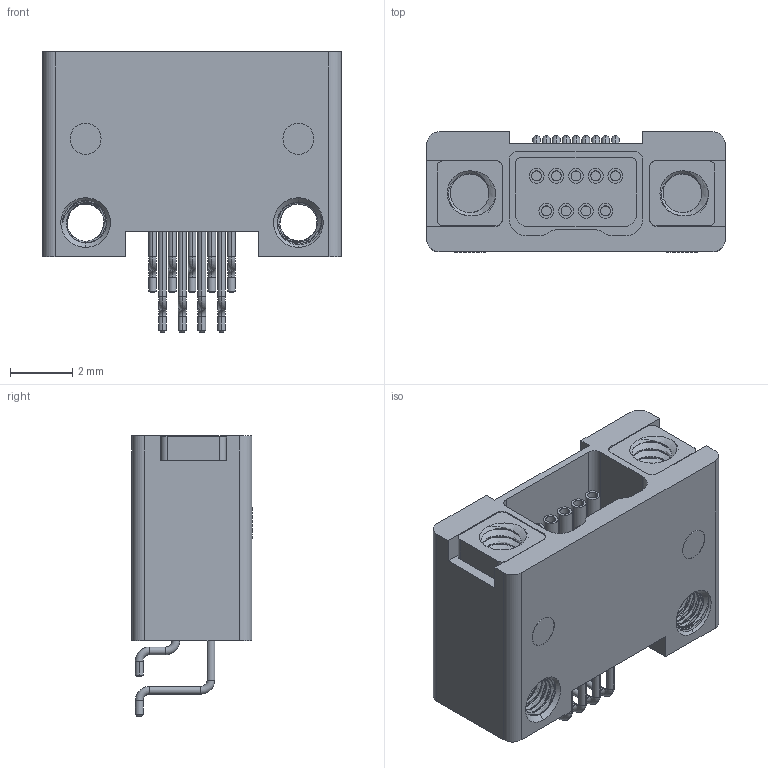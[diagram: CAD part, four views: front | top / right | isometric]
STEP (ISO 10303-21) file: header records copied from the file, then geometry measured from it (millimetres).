
FILE_DESCRIPTION((''),'2;1');
FILE_NAME('J63A-2D2-009-221-TH','2026-02-02T',('gongcheng6'),(''),'PRO/ENGINEER BY PARAMETRIC TECHNOLOGY CORPORATION, 2010280','PRO/ENGINEER BY PARAMETRIC TECHNOLOGY CORPORATION, 2010280','');
FILE_SCHEMA(('CONFIG_CONTROL_DESIGN'));
Length unit declared in the file: millimetre
Products named in the file (1): J63A-2D2-009-221-TH
Bounding box: 9.63 x 3.87 x 9.03 mm (x, y, z)
Volume: 166 mm3; surface area: 601.4 mm2
Topology: 1 solids, 1 shells, 432 faces, 1104 edges, 715 vertices
Faces by surface type: cylinder 270, plane 86, torus 36, cone 32, bspline 8
Entity records: 32884 total; most frequent: CARTESIAN_POINT 22636, ORIENTED_EDGE 2208, DIRECTION 2027, EDGE_CURVE 1104, AXIS2_PLACEMENT_3D 801, VERTEX_POINT 715, EDGE_LOOP 477, FACE_OUTER_BOUND 432
